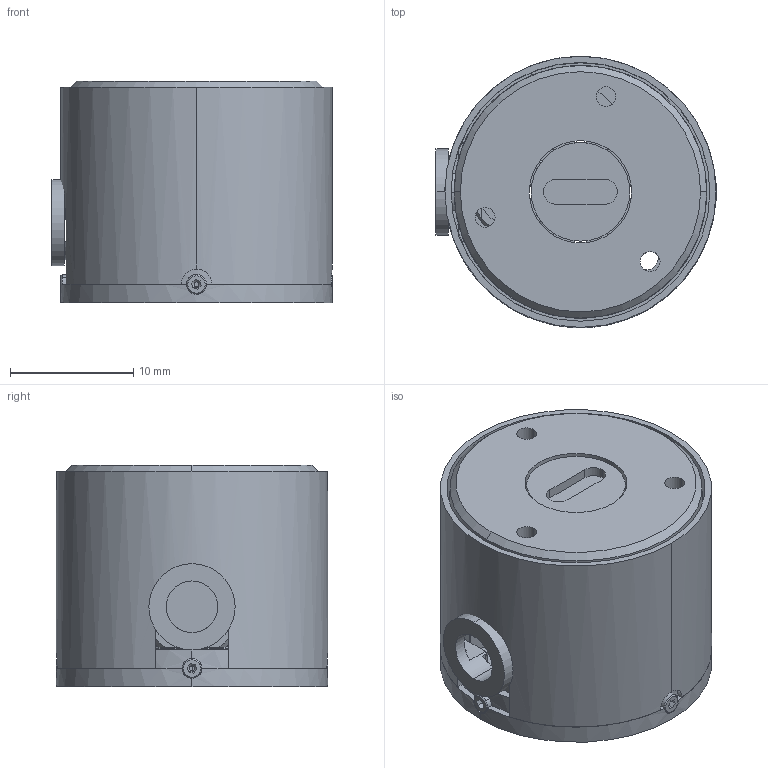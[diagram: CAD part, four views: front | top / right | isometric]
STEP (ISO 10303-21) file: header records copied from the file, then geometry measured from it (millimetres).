
FILE_DESCRIPTION (( 'STEP AP203' ), '1' );
FILE_NAME ('NS-RB0.8-01 定制偏摆镜.STEP', '2020-09-08T05:40:47', ( '微软用户' ), ( '微软中国' ), 'SwSTEP 2.0', 'SolidWorks 2017', '' );
FILE_SCHEMA (( 'CONFIG_CONTROL_DESIGN' ));
Length unit declared in the file: millimetre
Products named in the file (1): NS-RB0.8-01 隅秶ぇ啊噩
Bounding box: 22.72 x 22 x 18 mm (x, y, z)
Surface area: 4881.6 mm2 (no closed solid volume)
Topology: 0 solids, 18 shells, 179 faces, 578 edges, 410 vertices
Faces by surface type: cylinder 82, plane 75, cone 22
Entity records: 6873 total; most frequent: CARTESIAN_POINT 1660, DIRECTION 1106, ORIENTED_EDGE 939, EDGE_CURVE 578, VERTEX_POINT 410, AXIS2_PLACEMENT_3D 396, LINE 314, VECTOR 314
